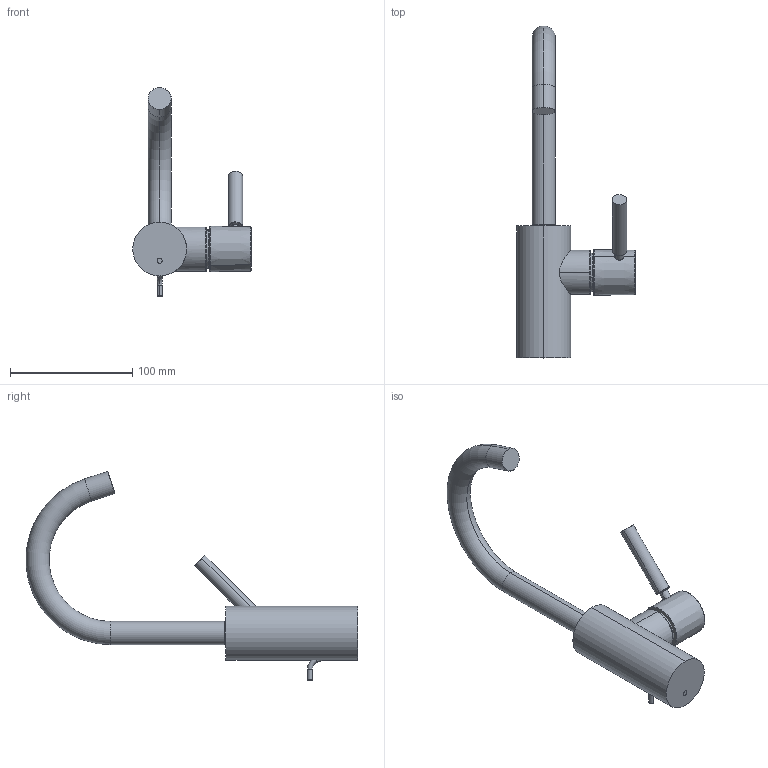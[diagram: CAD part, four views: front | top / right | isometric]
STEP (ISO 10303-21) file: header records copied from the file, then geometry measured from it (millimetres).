
FILE_DESCRIPTION (( 'STEP AP203' ), '1' );
FILE_NAME ('33510661.STEP', '2018-08-08T07:16:49', ( '' ), ( '' ), 'SwSTEP 2.0', 'SolidWorks 2017', '' );
FILE_SCHEMA (( 'CONFIG_CONTROL_DESIGN' ));
Length unit declared in the file: millimetre
Products named in the file (9): Planungsmodell_Zugstange-+-09.31.09.110-01; Planungsmodell_Koerper-+-09.19.66.001-01; Planungsmodell_Gehaeuse-+-09.19.80.014-01; 33510661; Planungsmodell_Haube-+-09.28.30.021-01; Planungsmodell_Hebel Unterteil-+-09.20.66.003-01; Planungsmodell_Auslauf-+-09.28.22.320-01_Default1; Planungsmodell_Stützring-+-09.28.10.180.90-01; Planungsmodell_Griff Hebel-+-09.20.66.001-01
Assembly tree (8 placements, depth 2):
  33510661
    Planungsmodell_Koerper-+-09.19.66.001-01
    Planungsmodell_Auslauf-+-09.28.22.320-01_Default1
    Planungsmodell_Stützring-+-09.28.10.180.90-01
    Planungsmodell_Gehaeuse-+-09.19.80.014-01
    Planungsmodell_Haube-+-09.28.30.021-01
    Planungsmodell_Hebel Unterteil-+-09.20.66.003-01
    Planungsmodell_Griff Hebel-+-09.20.66.001-01
    Planungsmodell_Zugstange-+-09.31.09.110-01
Bounding box: 97.02 x 271.51 x 171.06 mm (x, y, z)
Volume: 315802.7 mm3; surface area: 52291.6 mm2
Topology: 8 solids, 8 shells, 75 faces, 144 edges, 87 vertices
Faces by surface type: cylinder 26, torus 24, plane 19, sphere 4, cone 2
Entity records: 3063 total; most frequent: CARTESIAN_POINT 515, DIRECTION 410, ORIENTED_EDGE 288, AXIS2_PLACEMENT_3D 188, EDGE_CURVE 144, CIRCLE 102, VERTEX_POINT 87, PERSON_AND_ORGANIZATION 80
